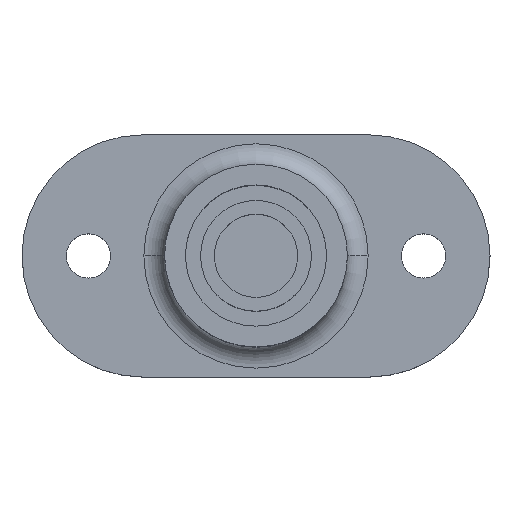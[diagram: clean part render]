
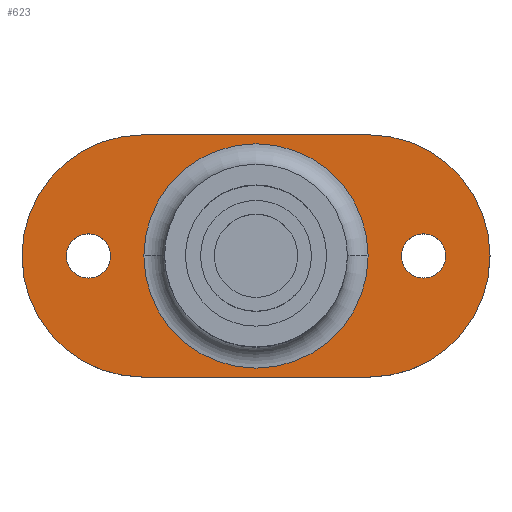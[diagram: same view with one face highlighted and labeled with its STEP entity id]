
A CAD part, top view. The second image highlights one B-rep face of the part: STEP entity #623.
In plain terms, the highlighted planar face has unit normal (0, 0, 1).
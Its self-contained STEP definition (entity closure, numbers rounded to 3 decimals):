
#40=CARTESIAN_POINT('Vertex',(18.7,0.,7.)) ;
#45=CARTESIAN_POINT('Axis2P3D Location',(18.7,17.5,7.)) ;
#49=CARTESIAN_POINT('Vertex',(18.7,35.,7.)) ;
#76=CARTESIAN_POINT('Line Origine',(35.,35.,7.)) ;
#80=CARTESIAN_POINT('Vertex',(51.3,35.,7.)) ;
#167=CARTESIAN_POINT('Axis2P3D Location',(51.3,17.5,7.)) ;
#171=CARTESIAN_POINT('Vertex',(51.3,0.,7.)) ;
#195=CARTESIAN_POINT('Vertex',(62.4,17.5,7.)) ;
#198=CARTESIAN_POINT('Axis2P3D Location',(59.2,17.5,7.)) ;
#202=CARTESIAN_POINT('Vertex',(56.,17.5,7.)) ;
#217=CARTESIAN_POINT('Axis2P3D Location',(59.2,17.5,7.)) ;
#238=CARTESIAN_POINT('Vertex',(14.,17.5,7.)) ;
#241=CARTESIAN_POINT('Axis2P3D Location',(10.8,17.5,7.)) ;
#245=CARTESIAN_POINT('Vertex',(7.6,17.5,7.)) ;
#260=CARTESIAN_POINT('Axis2P3D Location',(10.8,17.5,7.)) ;
#290=CARTESIAN_POINT('Vertex',(18.8,17.5,7.)) ;
#293=CARTESIAN_POINT('Axis2P3D Location',(35.,17.5,7.)) ;
#297=CARTESIAN_POINT('Vertex',(51.2,17.5,7.)) ;
#322=CARTESIAN_POINT('Axis2P3D Location',(35.,17.5,7.)) ;
#595=CARTESIAN_POINT('Axis2P3D Location',(0.,0.,7.)) ;
#600=CARTESIAN_POINT('Line Origine',(35.,0.,7.)) ;
#78=VECTOR('Line Direction',#77,1.) ;
#602=VECTOR('Line Direction',#601,1.) ;
#46=DIRECTION('Axis2P3D Direction',(0.,0.,1.)) ;
#77=DIRECTION('Vector Direction',(-1.,0.,0.)) ;
#168=DIRECTION('Axis2P3D Direction',(0.,0.,1.)) ;
#199=DIRECTION('Axis2P3D Direction',(0.,0.,1.)) ;
#218=DIRECTION('Axis2P3D Direction',(0.,0.,1.)) ;
#242=DIRECTION('Axis2P3D Direction',(0.,0.,1.)) ;
#261=DIRECTION('Axis2P3D Direction',(0.,0.,1.)) ;
#294=DIRECTION('Axis2P3D Direction',(0.,-0.,1.)) ;
#323=DIRECTION('Axis2P3D Direction',(-0.,0.,1.)) ;
#596=DIRECTION('Axis2P3D Direction',(0.,0.,1.)) ;
#597=DIRECTION('Axis2P3D XDirection',(1.,0.,0.)) ;
#601=DIRECTION('Vector Direction',(1.,0.,0.)) ;
#47=AXIS2_PLACEMENT_3D('Circle Axis2P3D',#45,#46,$) ;
#169=AXIS2_PLACEMENT_3D('Circle Axis2P3D',#167,#168,$) ;
#200=AXIS2_PLACEMENT_3D('Circle Axis2P3D',#198,#199,$) ;
#219=AXIS2_PLACEMENT_3D('Circle Axis2P3D',#217,#218,$) ;
#243=AXIS2_PLACEMENT_3D('Circle Axis2P3D',#241,#242,$) ;
#262=AXIS2_PLACEMENT_3D('Circle Axis2P3D',#260,#261,$) ;
#295=AXIS2_PLACEMENT_3D('Circle Axis2P3D',#293,#294,$) ;
#324=AXIS2_PLACEMENT_3D('Circle Axis2P3D',#322,#323,$) ;
#598=AXIS2_PLACEMENT_3D('Plane Axis2P3D',#595,#596,#597) ;
#79=LINE('Line',#76,#78) ;
#603=LINE('Line',#600,#602) ;
#48=CIRCLE('generated circle',#47,17.5) ;
#170=CIRCLE('generated circle',#169,17.5) ;
#201=CIRCLE('generated circle',#200,3.2) ;
#220=CIRCLE('generated circle',#219,3.2) ;
#244=CIRCLE('generated circle',#243,3.2) ;
#263=CIRCLE('generated circle',#262,3.2) ;
#296=CIRCLE('generated circle',#295,16.2) ;
#325=CIRCLE('generated circle',#324,16.2) ;
#599=PLANE('',#598) ;
#614=FACE_BOUND('',#611,.T.) ;
#618=FACE_BOUND('',#615,.T.) ;
#622=FACE_BOUND('',#619,.T.) ;
#51=EDGE_CURVE('',#50,#41,#48,.T.) ;
#82=EDGE_CURVE('',#81,#50,#79,.T.) ;
#173=EDGE_CURVE('',#172,#81,#170,.T.) ;
#204=EDGE_CURVE('',#196,#203,#201,.T.) ;
#221=EDGE_CURVE('',#203,#196,#220,.T.) ;
#247=EDGE_CURVE('',#239,#246,#244,.T.) ;
#264=EDGE_CURVE('',#246,#239,#263,.T.) ;
#299=EDGE_CURVE('',#298,#291,#296,.F.) ;
#326=EDGE_CURVE('',#291,#298,#325,.F.) ;
#604=EDGE_CURVE('',#41,#172,#603,.T.) ;
#606=ORIENTED_EDGE('',*,*,#51,.T.) ;
#607=ORIENTED_EDGE('',*,*,#604,.T.) ;
#608=ORIENTED_EDGE('',*,*,#173,.T.) ;
#609=ORIENTED_EDGE('',*,*,#82,.T.) ;
#612=ORIENTED_EDGE('',*,*,#299,.T.) ;
#613=ORIENTED_EDGE('',*,*,#326,.T.) ;
#616=ORIENTED_EDGE('',*,*,#204,.F.) ;
#617=ORIENTED_EDGE('',*,*,#221,.F.) ;
#620=ORIENTED_EDGE('',*,*,#247,.F.) ;
#621=ORIENTED_EDGE('',*,*,#264,.F.) ;
#605=EDGE_LOOP('',(#606,#607,#608,#609)) ;
#611=EDGE_LOOP('',(#612,#613)) ;
#615=EDGE_LOOP('',(#616,#617)) ;
#619=EDGE_LOOP('',(#620,#621)) ;
#41=VERTEX_POINT('',#40) ;
#50=VERTEX_POINT('',#49) ;
#81=VERTEX_POINT('',#80) ;
#172=VERTEX_POINT('',#171) ;
#196=VERTEX_POINT('',#195) ;
#203=VERTEX_POINT('',#202) ;
#239=VERTEX_POINT('',#238) ;
#246=VERTEX_POINT('',#245) ;
#291=VERTEX_POINT('',#290) ;
#298=VERTEX_POINT('',#297) ;
#623=ADVANCED_FACE('Corps principal',(#610,#614,#618,#622),#599,.T.) ;
#610=FACE_OUTER_BOUND('',#605,.T.) ;
